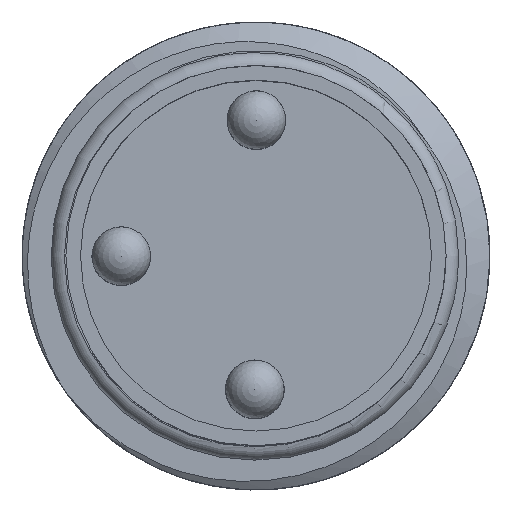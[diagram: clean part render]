
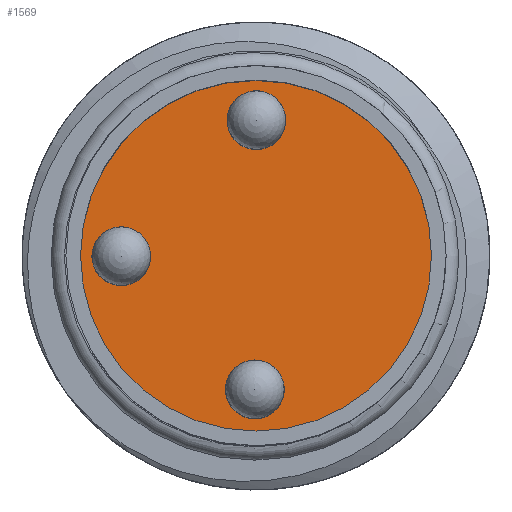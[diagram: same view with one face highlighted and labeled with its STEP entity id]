
A CAD part, top view. The second image highlights one B-rep face of the part: STEP entity #1569.
In plain terms, the highlighted planar face has unit normal (0, 0, 1).
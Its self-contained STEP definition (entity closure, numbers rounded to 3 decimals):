
#37=FACE_BOUND('',#244,.T.);
#38=FACE_BOUND('',#245,.T.);
#39=FACE_BOUND('',#246,.T.);
#46=PLANE('',#1691);
#63=CIRCLE('',#1685,0.5);
#67=CIRCLE('',#1692,3.);
#68=CIRCLE('',#1693,0.5);
#69=CIRCLE('',#1694,0.5);
#150=FACE_OUTER_BOUND('',#243,.T.);
#243=EDGE_LOOP('',(#1142));
#244=EDGE_LOOP('',(#1143));
#245=EDGE_LOOP('',(#1144));
#246=EDGE_LOOP('',(#1145));
#644=VERTEX_POINT('',#5082);
#648=VERTEX_POINT('',#5094);
#649=VERTEX_POINT('',#5096);
#650=VERTEX_POINT('',#5098);
#848=EDGE_CURVE('',#644,#644,#63,.T.);
#853=EDGE_CURVE('',#648,#648,#67,.T.);
#854=EDGE_CURVE('',#649,#649,#68,.T.);
#855=EDGE_CURVE('',#650,#650,#69,.T.);
#1142=ORIENTED_EDGE('',*,*,#853,.F.);
#1143=ORIENTED_EDGE('',*,*,#848,.T.);
#1144=ORIENTED_EDGE('',*,*,#854,.F.);
#1145=ORIENTED_EDGE('',*,*,#855,.F.);
#1569=ADVANCED_FACE('',(#150,#37,#38,#39),#46,.T.);
#1685=AXIS2_PLACEMENT_3D('',#5083,#1909,#1910);
#1691=AXIS2_PLACEMENT_3D('',#5093,#1922,#1923);
#1692=AXIS2_PLACEMENT_3D('',#5095,#1924,#1925);
#1693=AXIS2_PLACEMENT_3D('',#5097,#1926,#1927);
#1694=AXIS2_PLACEMENT_3D('',#5099,#1928,#1929);
#1909=DIRECTION('center_axis',(0.,0.,
-1.));
#1910=DIRECTION('ref_axis',(-1.,0.,0.));
#1922=DIRECTION('center_axis',(0.,0.,
1.));
#1923=DIRECTION('ref_axis',(1.,0.,0.));
#1924=DIRECTION('center_axis',(0.,0.,
-1.));
#1925=DIRECTION('ref_axis',(1.,0.,0.));
#1926=DIRECTION('center_axis',(0.,0.,
1.));
#1927=DIRECTION('ref_axis',(-1.,0.,0.));
#1928=DIRECTION('center_axis',(0.,0.,
1.));
#1929=DIRECTION('ref_axis',(-1.,0.,0.));
#5082=CARTESIAN_POINT('',(-2.307,0.084,26.05));
#5083=CARTESIAN_POINT('Origin',(-2.807,0.084,26.05));
#5093=CARTESIAN_POINT('Origin',(-0.499,0.093,26.05));
#5094=CARTESIAN_POINT('',(-3.504,0.092,26.05));
#5095=CARTESIAN_POINT('Origin',(-0.504,0.092,26.05));
#5096=CARTESIAN_POINT('',(0.003,2.41,26.05));
#5097=CARTESIAN_POINT('Origin',(-0.497,2.41,26.05));
#5098=CARTESIAN_POINT('',(-0.022,-2.192,26.05));
#5099=CARTESIAN_POINT('Origin',(-0.522,-2.192,26.05));
